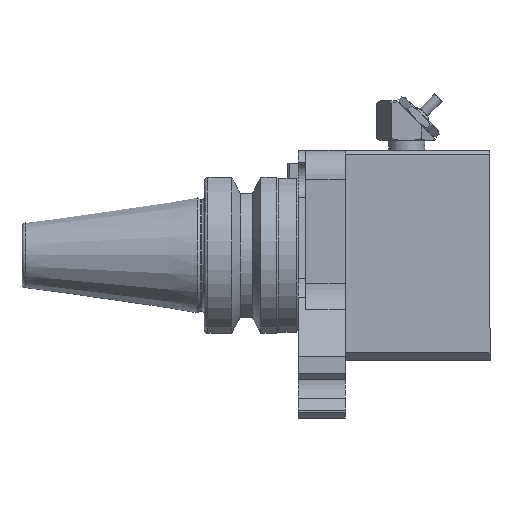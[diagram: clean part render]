
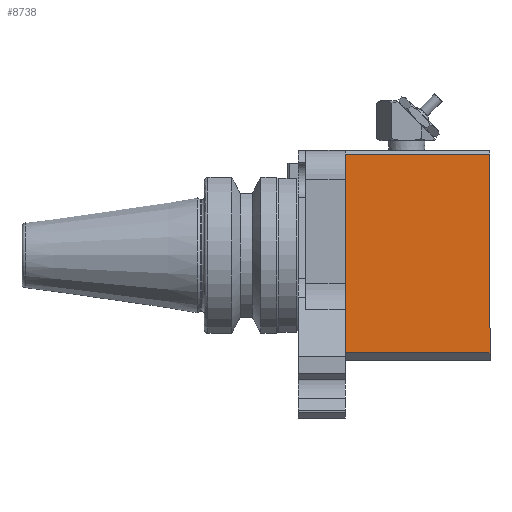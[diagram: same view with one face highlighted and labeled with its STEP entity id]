
A CAD part, front view. The second image highlights one B-rep face of the part: STEP entity #8738.
In plain terms, the highlighted face is planar.
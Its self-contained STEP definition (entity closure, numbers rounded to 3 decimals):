
#8326=CARTESIAN_POINT('',(-28.,41.,40.0));
#8327=VERTEX_POINT('',#8326);
#8374=CARTESIAN_POINT('',(27.,41.,40.0));
#8375=VERTEX_POINT('',#8374);
#8382=CARTESIAN_POINT('',(-28.,41.,40.0));
#8383=DIRECTION('',(1.0,0.0,0.0));
#8384=VECTOR('',#8383,55.);
#8385=LINE('',#8382,#8384);
#8386=EDGE_CURVE('',#8327,#8375,#8385,.T.);
#8657=CARTESIAN_POINT('',(-28.,41.,0.0));
#8658=VERTEX_POINT('',#8657);
#8665=CARTESIAN_POINT('',(27.,41.,0.0));
#8666=VERTEX_POINT('',#8665);
#8667=CARTESIAN_POINT('',(-28.,41.,0.0));
#8668=DIRECTION('',(1.0,0.0,0.0));
#8669=VECTOR('',#8668,55.);
#8670=LINE('',#8667,#8669);
#8671=EDGE_CURVE('',#8658,#8666,#8670,.T.);
#8706=CARTESIAN_POINT('',(-28.,41.,0.0));
#8707=DIRECTION('',(0.0,0.0,1.0));
#8708=VECTOR('',#8707,40.0);
#8709=LINE('',#8706,#8708);
#8710=EDGE_CURVE('',#8658,#8327,#8709,.T.);
#8722=CARTESIAN_POINT('',(-28.,41.,0.0));
#8723=DIRECTION('',(0.0,1.0,0.0));
#8724=DIRECTION('',(0.0,0.0,1.0));
#8725=AXIS2_PLACEMENT_3D('',#8722,#8723,#8724);
#8726=PLANE('',#8725);
#8727=ORIENTED_EDGE('',*,*,#8386,.T.);
#8728=CARTESIAN_POINT('',(27.,41.,0.0));
#8729=DIRECTION('',(0.0,0.0,1.0));
#8730=VECTOR('',#8729,40.0);
#8731=LINE('',#8728,#8730);
#8732=EDGE_CURVE('',#8666,#8375,#8731,.T.);
#8733=ORIENTED_EDGE('',*,*,#8732,.F.);
#8734=ORIENTED_EDGE('',*,*,#8671,.F.);
#8735=ORIENTED_EDGE('',*,*,#8710,.T.);
#8736=EDGE_LOOP('',(#8727,#8733,#8734,#8735));
#8737=FACE_OUTER_BOUND('',#8736,.T.);
#8738=ADVANCED_FACE('',(#8737),#8726,.T.);
